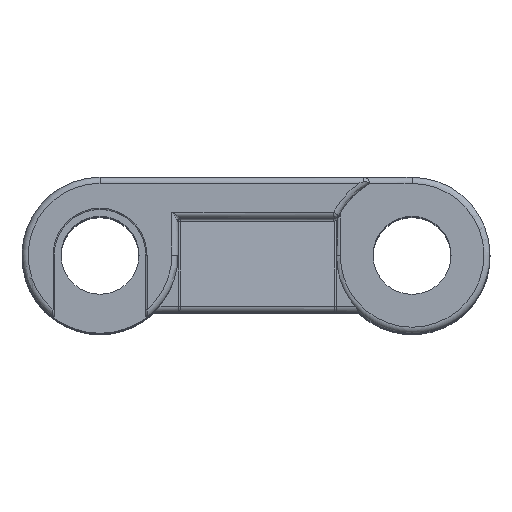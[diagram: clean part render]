
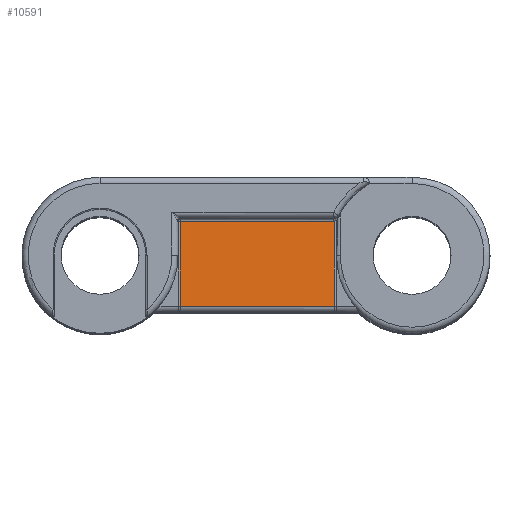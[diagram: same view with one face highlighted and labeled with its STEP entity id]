
A CAD part, top view. The second image highlights one B-rep face of the part: STEP entity #10591.
In plain terms, the highlighted planar face has unit normal (0.153, -0.018, 0.988).
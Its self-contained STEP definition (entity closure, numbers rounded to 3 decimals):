
#109 = VECTOR ( 'NONE', #10369, 1000. ) ;
#373 = DIRECTION ( 'NONE',  ( -0.988, 0., 0.153 ) ) ;
#539 = CARTESIAN_POINT ( 'NONE',  ( -6.174, -4.65, 33.298 ) ) ;
#724 = PLANE ( 'NONE',  #9073 ) ;
#773 = ORIENTED_EDGE ( 'NONE', *, *, #2294, .T. ) ;
#796 =( BOUNDED_CURVE ( )  B_SPLINE_CURVE ( 3, ( #1585, #5173, #3583, #3406 ),
 .UNSPECIFIED., .F., .F. ) 
 B_SPLINE_CURVE_WITH_KNOTS ( ( 4, 4 ),
 ( 4.492, 4.599 ),
 .UNSPECIFIED. ) 
 CURVE ( )  GEOMETRIC_REPRESENTATION_ITEM ( )  RATIONAL_B_SPLINE_CURVE ( ( 1., 0.999, 0.999, 1. ) ) 
 REPRESENTATION_ITEM ( '' )  );
#886 = CARTESIAN_POINT ( 'NONE',  ( 6.375, -4.159, 31.36 ) ) ;
#1243 = CARTESIAN_POINT ( 'NONE',  ( 6.374, -4.65, 31.352 ) ) ;
#1342 = CARTESIAN_POINT ( 'NONE',  ( -6.154, 2.754, 33.426 ) ) ;
#1398 = CARTESIAN_POINT ( 'NONE',  ( 6.394, 2.758, 31.48 ) ) ;
#1585 = CARTESIAN_POINT ( 'NONE',  ( 6.394, 2.758, 31.48 ) ) ;
#2292 = DIRECTION ( 'NONE',  ( -0.003, -1., -0.017 ) ) ;
#2294 = EDGE_CURVE ( 'NONE', #2878, #9370, #796, .T. ) ;
#2441 = ORIENTED_EDGE ( 'NONE', *, *, #5447, .T. ) ;
#2618 = VERTEX_POINT ( 'NONE', #11192 ) ;
#2878 = VERTEX_POINT ( 'NONE', #1398 ) ;
#2991 = VECTOR ( 'NONE', #373, 1000. ) ;
#3017 = CARTESIAN_POINT ( 'NONE',  ( -6.154, 2.754, 33.426 ) ) ;
#3406 = CARTESIAN_POINT ( 'NONE',  ( 6.325, 2.754, 31.49 ) ) ;
#3583 = CARTESIAN_POINT ( 'NONE',  ( 6.348, 2.754, 31.487 ) ) ;
#4030 = EDGE_CURVE ( 'NONE', #2878, #8203, #4064, .T. ) ;
#4064 = LINE ( 'NONE', #1243, #9986 ) ;
#4163 = ORIENTED_EDGE ( 'NONE', *, *, #9795, .T. ) ;
#4377 = VERTEX_POINT ( 'NONE', #1342 ) ;
#4614 = DIRECTION ( 'NONE',  ( 0.988, 0., -0.153 ) ) ;
#4826 = ORIENTED_EDGE ( 'NONE', *, *, #6881, .T. ) ;
#4985 = VECTOR ( 'NONE', #4614, 1000. ) ;
#5173 = CARTESIAN_POINT ( 'NONE',  ( 6.371, 2.756, 31.483 ) ) ;
#5447 = EDGE_CURVE ( 'NONE', #2618, #8203, #9289, .T. ) ;
#6004 = CARTESIAN_POINT ( 'NONE',  ( -6.174, -4.65, 33.298 ) ) ;
#6876 = DIRECTION ( 'NONE',  ( 0.988, 0., -0.153 ) ) ;
#6881 = EDGE_CURVE ( 'NONE', #9370, #4377, #8405, .T. ) ;
#7196 = EDGE_LOOP ( 'NONE', ( #8521, #773, #4826, #4163, #2441 ) ) ;
#8203 = VERTEX_POINT ( 'NONE', #886 ) ;
#8405 = LINE ( 'NONE', #3017, #2991 ) ;
#8521 = ORIENTED_EDGE ( 'NONE', *, *, #4030, .F. ) ;
#8694 = DIRECTION ( 'NONE',  ( 0.153, -0.017, 0.988 ) ) ;
#9073 = AXIS2_PLACEMENT_3D ( 'NONE', #6004, #8694, #6876 ) ;
#9289 = LINE ( 'NONE', #11105, #4985 ) ;
#9370 = VERTEX_POINT ( 'NONE', #10912 ) ;
#9619 = FACE_OUTER_BOUND ( 'NONE', #7196, .T. ) ;
#9795 = EDGE_CURVE ( 'NONE', #4377, #2618, #11260, .T. ) ;
#9986 = VECTOR ( 'NONE', #2292, 1000. ) ;
#10369 = DIRECTION ( 'NONE',  ( -0.003, -1., -0.017 ) ) ;
#10591 = ADVANCED_FACE ( 'NONE', ( #9619 ), #724, .T. ) ;
#10912 = CARTESIAN_POINT ( 'NONE',  ( 6.325, 2.754, 31.49 ) ) ;
#11105 = CARTESIAN_POINT ( 'NONE',  ( 6.375, -4.159, 31.36 ) ) ;
#11192 = CARTESIAN_POINT ( 'NONE',  ( -6.172, -4.159, 33.307 ) ) ;
#11260 = LINE ( 'NONE', #539, #109 ) ;
